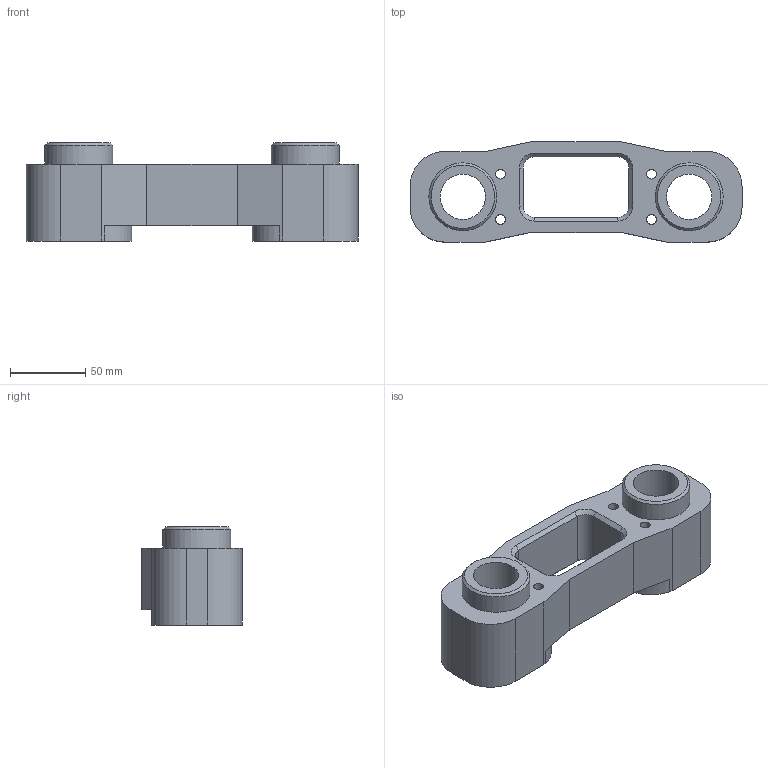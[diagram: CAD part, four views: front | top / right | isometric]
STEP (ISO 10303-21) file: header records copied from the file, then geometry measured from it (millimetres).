
FILE_DESCRIPTION(/* description */ (''),/* implementation_level */ '2;1');
FILE_NAME(/* name */ 'ZX14R.stp',/* time_stamp */ '2021-03-17T23:55:09+01:00',/* author */ ('onossa'),/* organization */ (''),/* preprocessor_version */ 'ST-DEVELOPER v18',/* originating_system */ 'Autodesk Inventor 2020',/* authorisation */ '');
FILE_SCHEMA (('AUTOMOTIVE_DESIGN { 1 0 10303 214 3 1 1 }'));
Length unit declared in the file: centimetre
Products named in the file (1): ZX14R
Bounding box: 220 x 66.44 x 65 mm (x, y, z)
Volume: 353099.7 mm3; surface area: 74846.1 mm2
Topology: 1 solids, 1 shells, 66 faces, 170 edges, 110 vertices
Faces by surface type: plane 34, cylinder 22, cone 10
Full cylindrical faces by diameter (mm): 6.5 x4, 30 x2, 45 x4
Entity records: 2081 total; most frequent: DIRECTION 368, CARTESIAN_POINT 347, ORIENTED_EDGE 340, EDGE_CURVE 170, AXIS2_PLACEMENT_3D 131, VERTEX_POINT 110, LINE 106, VECTOR 106
